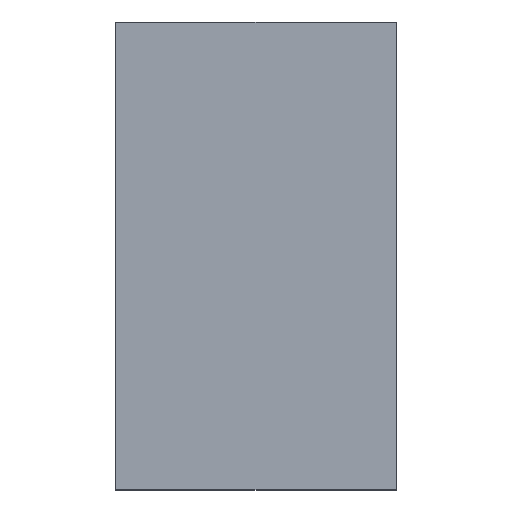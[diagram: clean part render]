
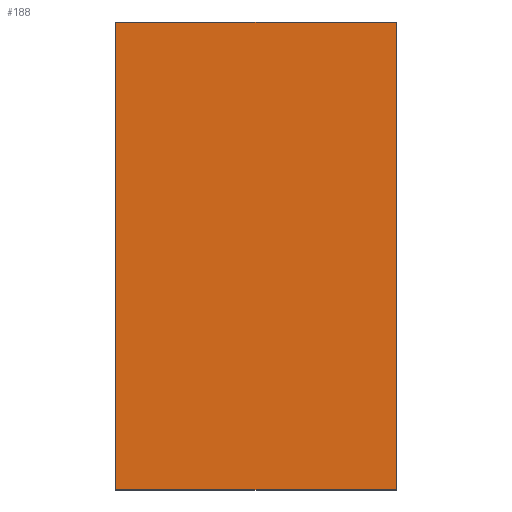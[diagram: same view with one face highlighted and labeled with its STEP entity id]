
A CAD part, top view. The second image highlights one B-rep face of the part: STEP entity #188.
In plain terms, the highlighted planar face has unit normal (0, 0, 1).
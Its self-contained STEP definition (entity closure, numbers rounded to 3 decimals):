
#104=VERTEX_POINT('',#216);
#105=VERTEX_POINT('',#217);
#108=VERTEX_POINT('',#225);
#110=VERTEX_POINT('',#231);
#112=VECTOR('',#197,1.);
#116=VECTOR('',#202,1.);
#119=VECTOR('',#206,1.);
#122=VECTOR('',#210,1.);
#124=LINE('',#215,#112);
#128=LINE('',#224,#116);
#131=LINE('',#230,#119);
#134=LINE('',#236,#122);
#136=EDGE_CURVE('',#104,#105,#124,.T.);
#140=EDGE_CURVE('',#105,#108,#128,.T.);
#143=EDGE_CURVE('',#108,#110,#131,.T.);
#146=EDGE_CURVE('',#110,#104,#134,.T.);
#164=ORIENTED_EDGE('',*,*,#136,.F.);
#165=ORIENTED_EDGE('',*,*,#146,.F.);
#166=ORIENTED_EDGE('',*,*,#143,.F.);
#167=ORIENTED_EDGE('',*,*,#140,.F.);
#176=EDGE_LOOP('',(#164,#165,#166,#167));
#182=FACE_BOUND('',#176,.T.);
#188=ADVANCED_FACE('',(#182),#244,.T.);
#194=AXIS2_PLACEMENT_3D('',#238,#212,$);
#197=DIRECTION('',(1.,0.,0.));
#202=DIRECTION('',(0.,-1.,0.));
#206=DIRECTION('',(-1.,0.,0.));
#210=DIRECTION('',(0.,1.,0.));
#212=DIRECTION('',(0.,0.,1.));
#215=CARTESIAN_POINT('',(1.5,2.5,0.25));
#216=CARTESIAN_POINT('',(-1.5,2.5,0.25));
#217=CARTESIAN_POINT('',(1.5,2.5,0.25));
#224=CARTESIAN_POINT('',(1.5,-2.5,0.25));
#225=CARTESIAN_POINT('',(1.5,-2.5,0.25));
#230=CARTESIAN_POINT('',(-1.5,-2.5,0.25));
#231=CARTESIAN_POINT('',(-1.5,-2.5,0.25));
#236=CARTESIAN_POINT('',(-1.5,2.5,0.25));
#238=CARTESIAN_POINT('',(0.,0.,0.25));
#244=PLANE('',#194);
